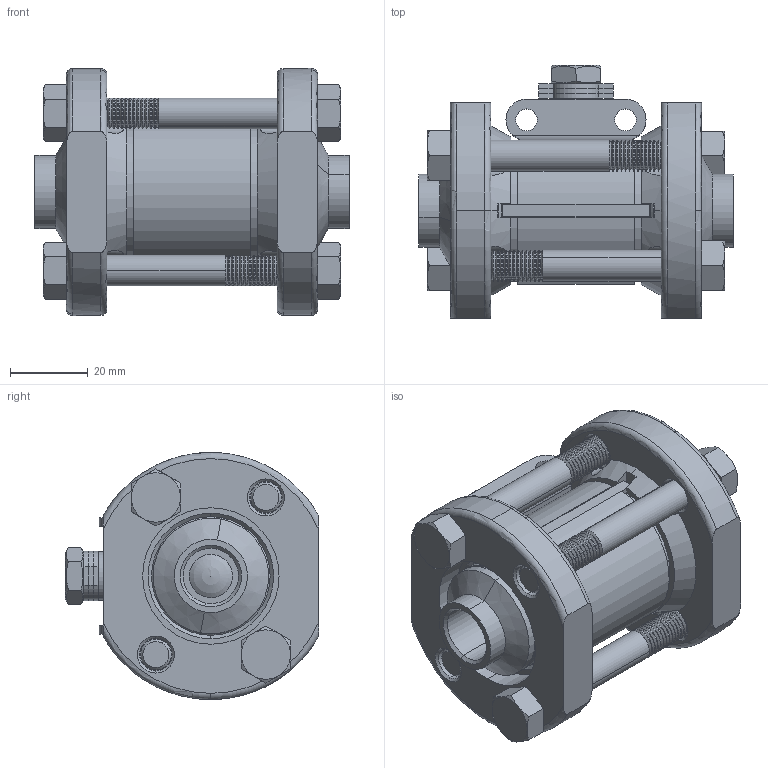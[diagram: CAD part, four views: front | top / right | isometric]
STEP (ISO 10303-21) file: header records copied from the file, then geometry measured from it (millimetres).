
FILE_DESCRIPTION (( 'STEP AP203' ), '1' );
FILE_NAME ('24XXSWFZ.step', '2018-03-22T19:56:45', ( '' ), ( '' ), 'SwSTEP 2.0', 'SolidWorks 2017', '' );
FILE_SCHEMA (( 'CONFIG_CONTROL_DESIGN' ));
Products named in the file (1): 24XXSWFZ
Bounding box: 80.77 x 65.06 x 63.5 mm (x, y, z)
Volume: 111097.4 mm3; surface area: 55543 mm2
Topology: 23 solids, 23 shells, 1172 faces, 3314 edges, 2251 vertices
Faces by surface type: cone 461, cylinder 427, plane 176, bspline 74, torus 32, sphere 2
Entity records: 81013 total; most frequent: CARTESIAN_POINT 50895, ORIENTED_EDGE 6616, DIRECTION 6140, EDGE_CURVE 3308, AXIS2_PLACEMENT_3D 2515, VERTEX_POINT 2247, CIRCLE 1416, EDGE_LOOP 1299
